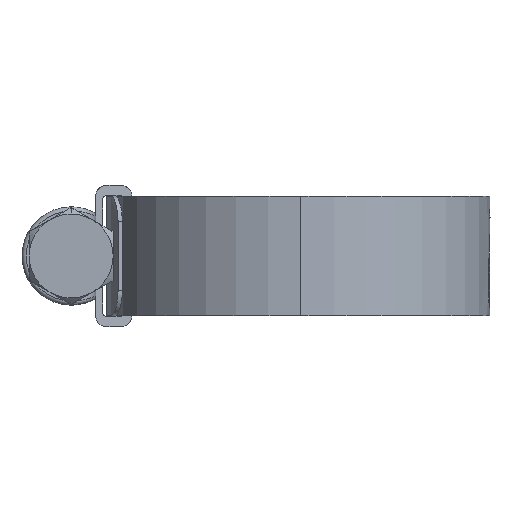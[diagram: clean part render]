
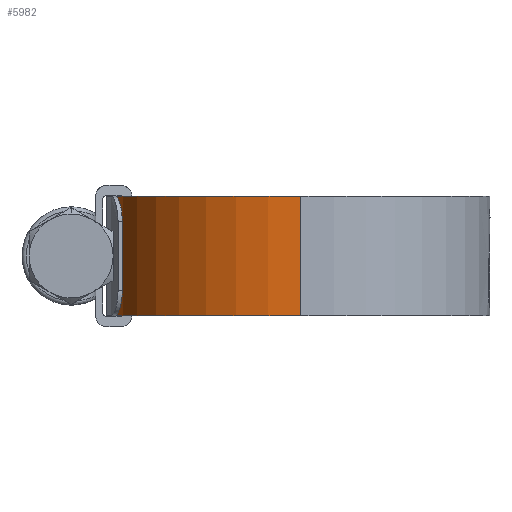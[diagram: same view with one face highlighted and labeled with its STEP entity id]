
A CAD part, left-side view. The second image highlights one B-rep face of the part: STEP entity #5982.
In plain terms, the highlighted cylindrical face has radius 22.53 mm (diameter 45.06 mm), a partial arc.
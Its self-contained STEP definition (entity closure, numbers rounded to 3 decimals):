
#55 = DIRECTION ( 'NONE',  ( -1., 0., 0. ) ) ;
#153 = AXIS2_PLACEMENT_3D ( 'NONE', #12155, #6719, #55 ) ;
#1423 = DIRECTION ( 'NONE',  ( 0., 0., 1. ) ) ;
#1519 = EDGE_CURVE ( 'NONE', #9975, #11825, #7039, .T. ) ;
#1753 = LINE ( 'NONE', #2969, #6337 ) ;
#1883 = ORIENTED_EDGE ( 'NONE', *, *, #7167, .T. ) ;
#2036 = DIRECTION ( 'NONE',  ( 0., 0., -1. ) ) ;
#2206 = CARTESIAN_POINT ( 'NONE',  ( 0., 22.53, -7.135 ) ) ;
#2664 = CARTESIAN_POINT ( 'NONE',  ( 0., 0., -7.135 ) ) ;
#2969 = CARTESIAN_POINT ( 'NONE',  ( 0., 22.53, 7.135 ) ) ;
#3085 = VECTOR ( 'NONE', #13751, 1000. ) ;
#3220 = VERTEX_POINT ( 'NONE', #7450 ) ;
#3347 = AXIS2_PLACEMENT_3D ( 'NONE', #13445, #1423, #3642 ) ;
#3412 = FACE_OUTER_BOUND ( 'NONE', #11802, .T. ) ;
#3454 = CARTESIAN_POINT ( 'NONE',  ( -22.53, 0., -7.135 ) ) ;
#3642 = DIRECTION ( 'NONE',  ( 1., 0., 0. ) ) ;
#5815 = DIRECTION ( 'NONE',  ( 0., 0., 1. ) ) ;
#5879 = ORIENTED_EDGE ( 'NONE', *, *, #1519, .F. ) ;
#5982 = ADVANCED_FACE ( 'NONE', ( #3412 ), #6576, .T. ) ;
#6337 = VECTOR ( 'NONE', #2036, 1000. ) ;
#6576 = CYLINDRICAL_SURFACE ( 'NONE', #153, 22.53 ) ;
#6719 = DIRECTION ( 'NONE',  ( 0., 0., -1. ) ) ;
#7039 = LINE ( 'NONE', #9319, #3085 ) ;
#7167 = EDGE_CURVE ( 'NONE', #3220, #11012, #1753, .T. ) ;
#7450 = CARTESIAN_POINT ( 'NONE',  ( 0., 22.53, 7.135 ) ) ;
#7666 = AXIS2_PLACEMENT_3D ( 'NONE', #2664, #5815, #9241 ) ;
#9038 = CIRCLE ( 'NONE', #7666, 22.53 ) ;
#9071 = CIRCLE ( 'NONE', #3347, 22.53 ) ;
#9241 = DIRECTION ( 'NONE',  ( 1., 0., 0. ) ) ;
#9319 = CARTESIAN_POINT ( 'NONE',  ( -22.53, 0., 7.135 ) ) ;
#9661 = EDGE_CURVE ( 'NONE', #11012, #11825, #9038, .T. ) ;
#9975 = VERTEX_POINT ( 'NONE', #11746 ) ;
#11012 = VERTEX_POINT ( 'NONE', #2206 ) ;
#11746 = CARTESIAN_POINT ( 'NONE',  ( -22.53, 0., 7.135 ) ) ;
#11802 = EDGE_LOOP ( 'NONE', ( #5879, #12367, #1883, #13481 ) ) ;
#11825 = VERTEX_POINT ( 'NONE', #3454 ) ;
#12155 = CARTESIAN_POINT ( 'NONE',  ( 0., 0., 7.135 ) ) ;
#12367 = ORIENTED_EDGE ( 'NONE', *, *, #12813, .F. ) ;
#12813 = EDGE_CURVE ( 'NONE', #3220, #9975, #9071, .T. ) ;
#13445 = CARTESIAN_POINT ( 'NONE',  ( 0., 0., 7.135 ) ) ;
#13481 = ORIENTED_EDGE ( 'NONE', *, *, #9661, .T. ) ;
#13751 = DIRECTION ( 'NONE',  ( 0., 0., -1. ) ) ;
